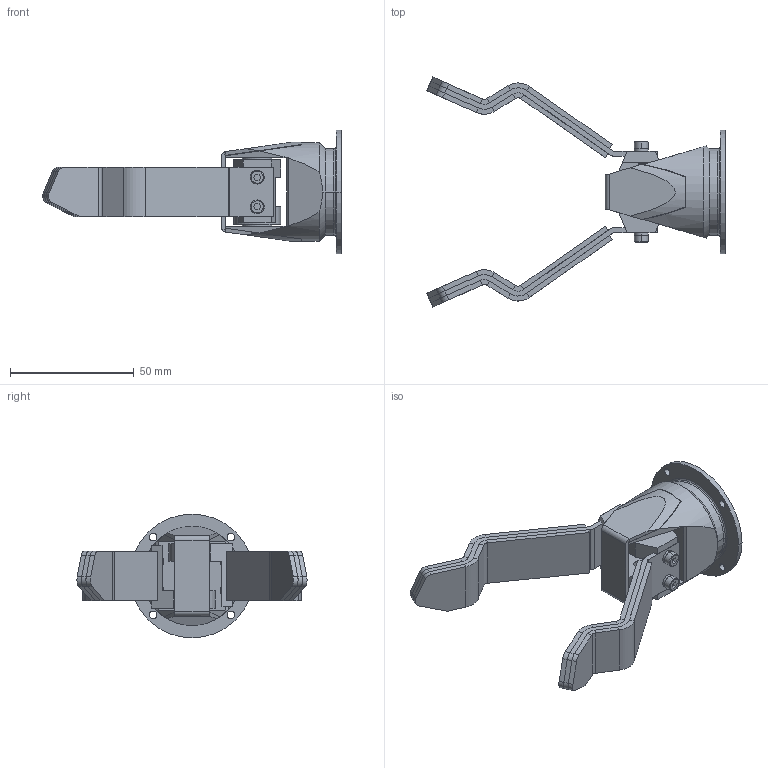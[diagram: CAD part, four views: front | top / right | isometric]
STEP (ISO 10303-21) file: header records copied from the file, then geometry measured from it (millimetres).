
FILE_DESCRIPTION((''),'2;1');
FILE_NAME('WINKELGREIFER_ASM','2008-06-02T',('rgermann'),(''),'PRO/ENGINEER BY PARAMETRIC TECHNOLOGY CORPORATION, 2008010','PRO/ENGINEER BY PARAMETRIC TECHNOLOGY CORPORATION, 2008010','');
FILE_SCHEMA(('CONFIG_CONTROL_DESIGN'));
Length unit declared in the file: millimetre
Products named in the file (13): GREIFERGEHAEUSE; FINGERHALTER; K084; 232675; 230137; K098_AF0; K086_AF0; K087_ASM; K085; K098_AF1; K086_AF1; K088_ASM; WINKELGREIFER_ASM
Assembly tree (19 placements, depth 3):
  WINKELGREIFER_ASM
    GREIFERGEHAEUSE
    FINGERHALTER  x2
    K087_ASM
      K084
      232675  x2
      230137  x2
      K098_AF0
      K086_AF0
    K088_ASM
      K085
      232675  x2
      230137  x2
      K098_AF1
      K086_AF1
Bounding box: 120.74 x 93.04 x 50 mm (x, y, z)
Volume: 58780.9 mm3; surface area: 39688.2 mm2
Topology: 17 solids, 17 shells, 368 faces, 900 edges, 568 vertices
Faces by surface type: plane 220, cylinder 110, cone 20, torus 12, bspline 4, extrusion 2
Entity records: 8589 total; most frequent: CARTESIAN_POINT 1706, DIRECTION 1433, ORIENTED_EDGE 1346, EDGE_CURVE 673, AXIS2_PLACEMENT_3D 501, VECTOR 431, LINE 429, VERTEX_POINT 423
